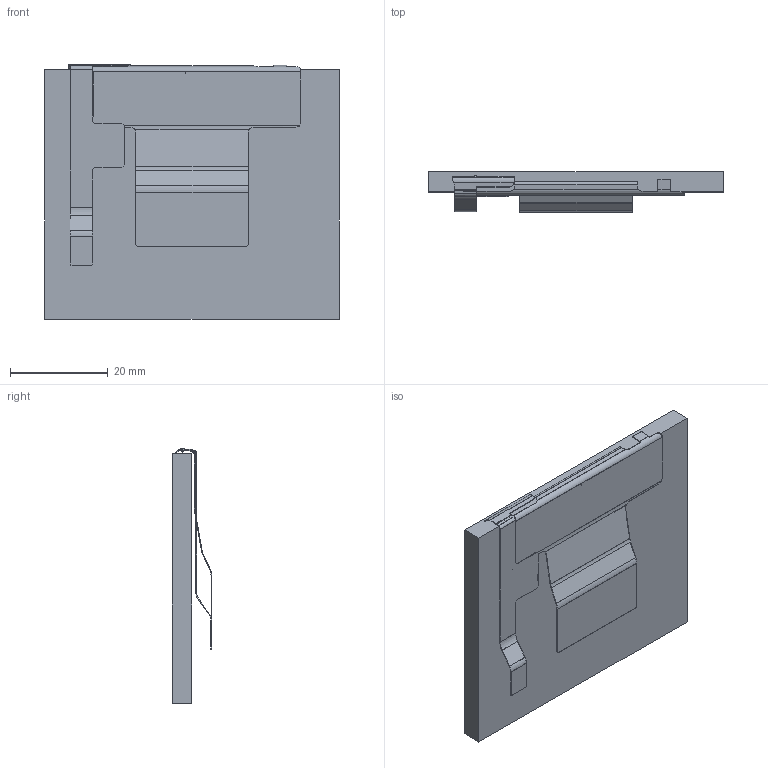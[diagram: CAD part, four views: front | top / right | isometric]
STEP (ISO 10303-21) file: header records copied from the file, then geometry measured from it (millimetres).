
FILE_DESCRIPTION(/* description */ (''),/* implementation_level */ '2;1');
FILE_NAME(/* name */ 'KD026LQTMA008.step',/* time_stamp */ '2022-08-28T18:58:57+02:00',/* author */ (''),/* organization */ (''),/* preprocessor_version */ 'ST-DEVELOPER v19',/* originating_system */ 'Autodesk Translation Framework v11.7.0.108',/* authorisation */ '');
FILE_SCHEMA (('AUTOMOTIVE_DESIGN { 1 0 10303 214 3 1 1 }'));
Length unit declared in the file: millimetre
Products named in the file (1): KD026LQTMA008
Bounding box: 60.3 x 8.15 x 52.15 mm (x, y, z)
Volume: 12717.7 mm3; surface area: 15073.7 mm2
Topology: 4 solids, 4 shells, 184 faces, 442 edges, 267 vertices
Faces by surface type: plane 145, cylinder 20, bspline 19
Entity records: 5504 total; most frequent: CARTESIAN_POINT 1329, ORIENTED_EDGE 884, DIRECTION 752, EDGE_CURVE 442, LINE 364, VECTOR 364, VERTEX_POINT 267, AXIS2_PLACEMENT_3D 194
